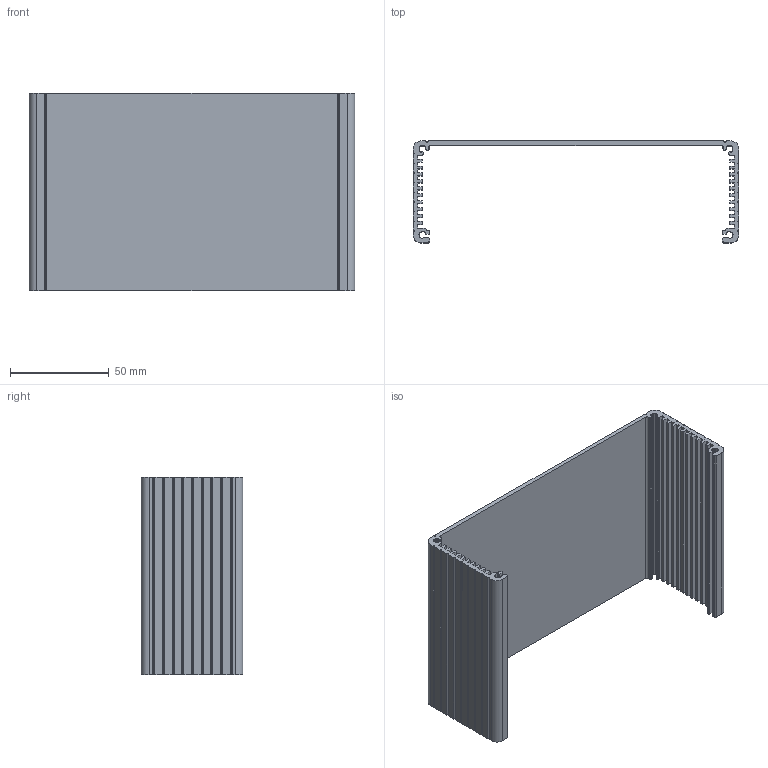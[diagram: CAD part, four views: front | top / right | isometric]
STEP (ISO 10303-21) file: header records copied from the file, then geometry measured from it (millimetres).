
FILE_DESCRIPTION (( 'STEP AP214' ), '1' );
FILE_NAME ('1455T2202-base OTu 100mm.STEP', '2024-01-23T08:24:03', ( '' ), ( '' ), 'SwSTEP 2.0', 'SolidWorks 2017', '' );
FILE_SCHEMA (( 'AUTOMOTIVE_DESIGN' ));
Length unit declared in the file: millimetre
Products named in the file (1): 1455T2202-base OTu 100mm
Bounding box: 165 x 51.5 x 100 mm (x, y, z)
Volume: 73287.3 mm3; surface area: 71038.2 mm2
Topology: 1 solids, 1 shells, 262 faces, 780 edges, 520 vertices
Faces by surface type: plane 136, cylinder 126
Entity records: 8890 total; most frequent: CARTESIAN_POINT 1563, ORIENTED_EDGE 1560, DIRECTION 1558, EDGE_CURVE 780, VECTOR 528, LINE 528, VERTEX_POINT 520, AXIS2_PLACEMENT_3D 515
